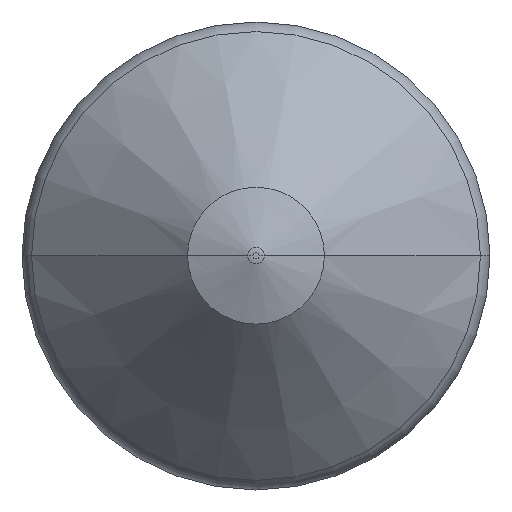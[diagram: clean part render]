
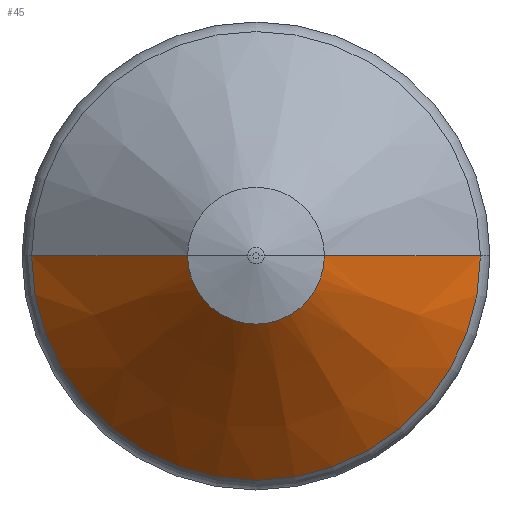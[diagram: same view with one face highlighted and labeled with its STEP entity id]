
A CAD part, top view. The second image highlights one B-rep face of the part: STEP entity #45.
In plain terms, the highlighted conical face has half-angle 45 degrees and reference radius 1.65 mm.
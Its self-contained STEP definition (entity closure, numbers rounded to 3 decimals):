
#11 = EDGE_CURVE ( 'NONE', #130, #122, #259, .T. ) ;
#13 = ORIENTED_EDGE ( 'NONE', *, *, #18, .F. ) ;
#18 = EDGE_CURVE ( 'NONE', #52, #64, #243, .T. ) ;
#41 = ORIENTED_EDGE ( 'NONE', *, *, #11, .T. ) ;
#45 = ADVANCED_FACE ( 'NONE', ( #366 ), #352, .T. ) ;
#48 = ORIENTED_EDGE ( 'NONE', *, *, #121, .T. ) ;
#49 = ORIENTED_EDGE ( 'NONE', *, *, #120, .F. ) ;
#52 = VERTEX_POINT ( 'NONE', #383 ) ;
#64 = VERTEX_POINT ( 'NONE', #408 ) ;
#120 = EDGE_CURVE ( 'NONE', #130, #52, #432, .T. ) ;
#121 = EDGE_CURVE ( 'NONE', #122, #64, #574, .T. ) ;
#122 = VERTEX_POINT ( 'NONE', #534 ) ;
#130 = VERTEX_POINT ( 'NONE', #554 ) ;
#187 = EDGE_LOOP ( 'NONE', ( #49, #41, #48, #13 ) ) ;
#224 = DIRECTION ( 'NONE',  ( -1., 0., 0. ) ) ;
#227 = DIRECTION ( 'NONE',  ( 0., 0., -1. ) ) ;
#240 = DIRECTION ( 'NONE',  ( 0., 0., -1. ) ) ;
#241 = CARTESIAN_POINT ( 'NONE',  ( 0., 0., 85.021 ) ) ;
#243 = CIRCLE ( 'NONE', #245, 5.41 ) ;
#245 = AXIS2_PLACEMENT_3D ( 'NONE', #241, #240, #326 ) ;
#255 = DIRECTION ( 'NONE',  ( -1., 0., 0. ) ) ;
#256 = DIRECTION ( 'NONE',  ( 0., 0., -1. ) ) ;
#257 = CARTESIAN_POINT ( 'NONE',  ( 0., 0., 88.781 ) ) ;
#258 = AXIS2_PLACEMENT_3D ( 'NONE', #257, #256, #255 ) ;
#259 = CIRCLE ( 'NONE', #258, 1.65 ) ;
#309 = CARTESIAN_POINT ( 'NONE',  ( 0., 0., 88.781 ) ) ;
#326 = DIRECTION ( 'NONE',  ( -1., 0., 0. ) ) ;
#352 = CONICAL_SURFACE ( 'NONE', #367, 1.65, 0.785 ) ;
#366 = FACE_OUTER_BOUND ( 'NONE', #187, .T. ) ;
#367 = AXIS2_PLACEMENT_3D ( 'NONE', #309, #227, #224 ) ;
#383 = CARTESIAN_POINT ( 'NONE',  ( 5.41, 0., 85.021 ) ) ;
#408 = CARTESIAN_POINT ( 'NONE',  ( -5.41, 0., 85.021 ) ) ;
#432 = LINE ( 'NONE', #579, #578 ) ;
#534 = CARTESIAN_POINT ( 'NONE',  ( -1.65, 0., 88.781 ) ) ;
#554 = CARTESIAN_POINT ( 'NONE',  ( 1.65, 0., 88.781 ) ) ;
#571 = DIRECTION ( 'NONE',  ( -0.707, 0., -0.707 ) ) ;
#572 = VECTOR ( 'NONE', #571, 1000. ) ;
#573 = CARTESIAN_POINT ( 'NONE',  ( -1.65, 0., 88.781 ) ) ;
#574 = LINE ( 'NONE', #573, #572 ) ;
#577 = DIRECTION ( 'NONE',  ( 0.707, 0., -0.707 ) ) ;
#578 = VECTOR ( 'NONE', #577, 1000. ) ;
#579 = CARTESIAN_POINT ( 'NONE',  ( 1.65, 0., 88.781 ) ) ;
